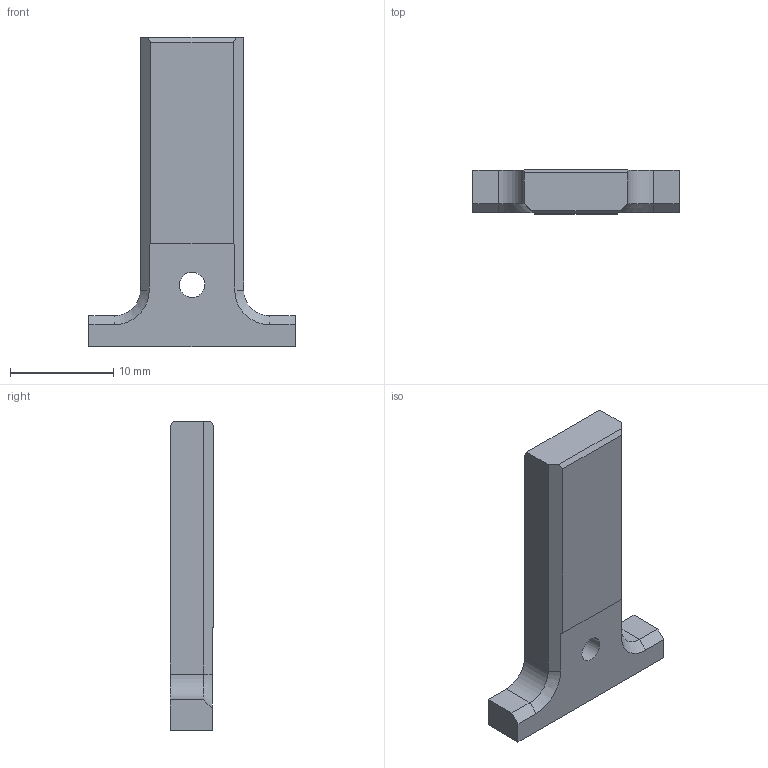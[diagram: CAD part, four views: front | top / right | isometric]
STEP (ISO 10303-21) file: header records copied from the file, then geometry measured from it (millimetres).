
FILE_DESCRIPTION(('CATIA V5 STEP Exchange'),'2;1');
FILE_NAME('5632374001_CMP_000_D.stp','2017-03-31T08:41:52+00:00',('none'),('none'),'CATIA Version 5-6 Release 2015 SP4','CATIA V5 STEP AP203','none');
FILE_SCHEMA(('CONFIG_CONTROL_DESIGN'));
Length unit declared in the file: millimetre
Products named in the file (1): 5632374001_CMP_000_D
Bounding box: 20 x 4.25 x 30 mm (x, y, z)
Volume: 1345 mm3; surface area: 1057.8 mm2
Topology: 1 solids, 1 shells, 24 faces, 62 edges, 40 vertices
Faces by surface type: plane 18, cylinder 4, cone 2
Entity records: 747 total; most frequent: CARTESIAN_POINT 127, ORIENTED_EDGE 124, DIRECTION 104, EDGE_CURVE 62, VECTOR 50, LINE 50, VERTEX_POINT 40, AXIS2_PLACEMENT_3D 33
